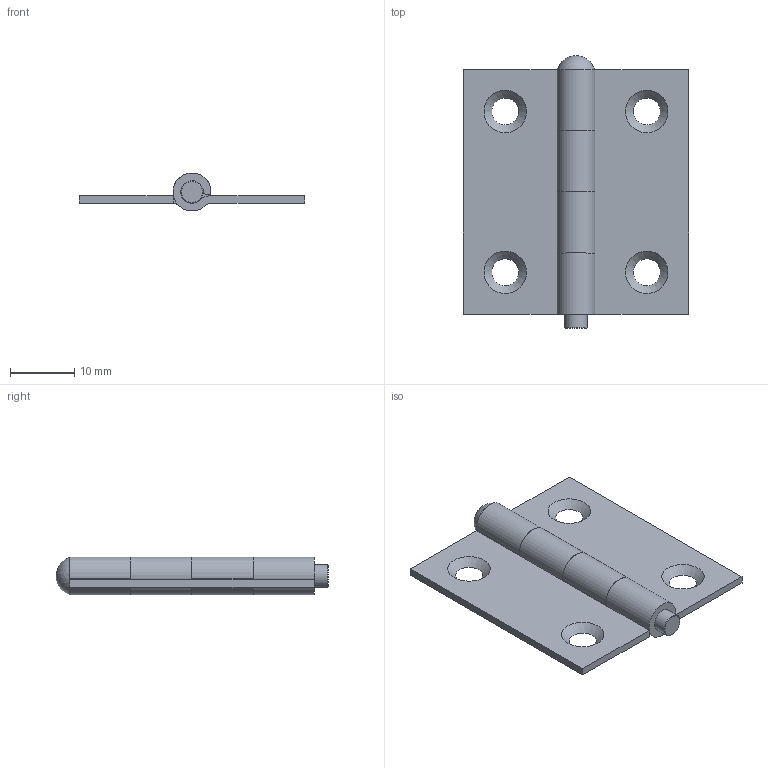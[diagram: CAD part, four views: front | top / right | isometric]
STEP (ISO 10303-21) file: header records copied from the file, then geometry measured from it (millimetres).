
FILE_DESCRIPTION (( 'STEP AP203' ), '1' );
FILE_NAME ('456-10.step', '2021-11-25T13:27:59', ( '' ), ( '' ), 'SwSTEP 2.0', 'SolidWorks 2018', '' );
FILE_SCHEMA (( 'CONFIG_CONTROL_DESIGN' ));
Length unit declared in the file: millimetre
Products named in the file (7): 456-10 Teil3; 456-10 Teil1; 456-10; 456-10 Teil2
Assembly tree (3 placements, depth 2):
  456-10 Teil3
  456-10
    456-10 Teil1
    456-10 Teil2
    456-10 Teil3
  456-10 Teil2
  456-10 Teil1
Bounding box: 35 x 42.38 x 5.89 mm (x, y, z)
Volume: 2307.5 mm3; surface area: 4163.5 mm2
Topology: 3 solids, 3 shells, 229 faces, 598 edges, 396 vertices
Faces by surface type: plane 132, bspline 74, cylinder 17, cone 5, sphere 1
Full cylindrical faces by diameter (mm): 3.5 x1
Entity records: 11498 total; most frequent: CARTESIAN_POINT 5730, ORIENTED_EDGE 1176, DIRECTION 808, EDGE_CURVE 588, VECTOR 396, LINE 396, VERTEX_POINT 392, EDGE_LOOP 264
